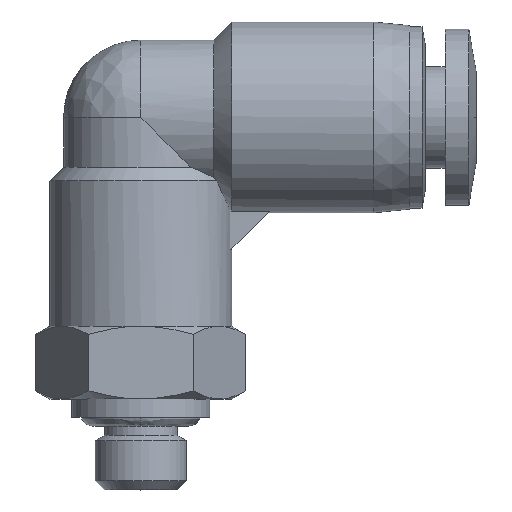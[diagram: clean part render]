
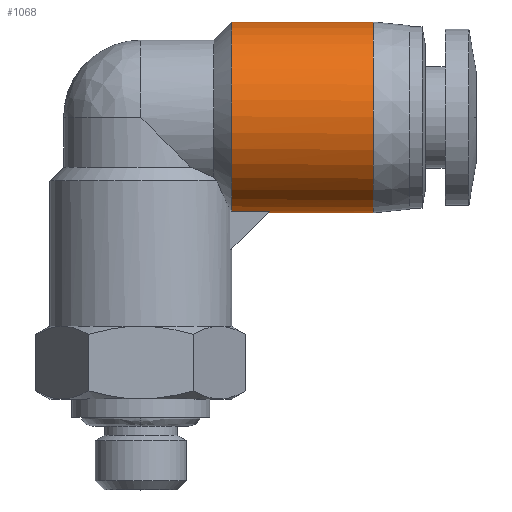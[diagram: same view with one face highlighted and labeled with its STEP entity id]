
A CAD part, top view. The second image highlights one B-rep face of the part: STEP entity #1068.
In plain terms, the highlighted cylindrical face has radius 5.25 mm (diameter 10.5 mm), a partial arc.
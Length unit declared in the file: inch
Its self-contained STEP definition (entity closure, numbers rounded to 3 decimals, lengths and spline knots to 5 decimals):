
#133 = EDGE_CURVE ( 'NONE', #681, #2799, #1880, .T. ) ;
#142 = CARTESIAN_POINT ( 'NONE',  ( 0.27937, 0.60418, 0.03937 ) ) ;
#193 = CARTESIAN_POINT ( 'NONE',  ( 0.35039, 1.01378, 0. ) ) ;
#235 = VECTOR ( 'NONE', #1224, 39.37008 ) ;
#250 = CARTESIAN_POINT ( 'NONE',  ( 0.19685, 0.80709, 0. ) ) ;
#256 = CIRCLE ( 'NONE', #2050, 0.20669 ) ;
#325 = EDGE_CURVE ( 'NONE', #490, #681, #2103, .T. ) ;
#460 = DIRECTION ( 'NONE',  ( 0., 1., 0. ) ) ;
#490 = VERTEX_POINT ( 'NONE', #142 ) ;
#564 = CARTESIAN_POINT ( 'NONE',  ( 0.50394, 0.60039, 0. ) ) ;
#681 = VERTEX_POINT ( 'NONE', #1656 ) ;
#797 = CARTESIAN_POINT ( 'NONE',  ( 0.27686, 0.60166, 0.02639 ) ) ;
#800 = VERTEX_POINT ( 'NONE', #831 ) ;
#831 = CARTESIAN_POINT ( 'NONE',  ( 0.19685, 0.60418, 0.03937 ) ) ;
#843 = FACE_OUTER_BOUND ( 'NONE', #2688, .T. ) ;
#969 = DIRECTION ( 'NONE',  ( -1., 0., 0. ) ) ;
#1005 = VERTEX_POINT ( 'NONE', #1975 ) ;
#1010 = ORIENTED_EDGE ( 'NONE', *, *, #1619, .T. ) ;
#1068 = ADVANCED_FACE ( 'NONE', ( #843 ), #1836, .T. ) ;
#1169 = LINE ( 'NONE', #193, #1201 ) ;
#1201 = VECTOR ( 'NONE', #1479, 39.37008 ) ;
#1212 = CARTESIAN_POINT ( 'NONE',  ( 0.35039, 0.60039, 0. ) ) ;
#1224 = DIRECTION ( 'NONE',  ( 1., 0., 0. ) ) ;
#1227 = ORIENTED_EDGE ( 'NONE', *, *, #2127, .F. ) ;
#1282 = DIRECTION ( 'NONE',  ( 0., 1., 0. ) ) ;
#1294 = CARTESIAN_POINT ( 'NONE',  ( 0.35039, 0.80709, 0. ) ) ;
#1298 = CARTESIAN_POINT ( 'NONE',  ( 0.19685, 1.01378, 0. ) ) ;
#1303 = ORIENTED_EDGE ( 'NONE', *, *, #1320, .T. ) ;
#1320 = EDGE_CURVE ( 'NONE', #2600, #800, #256, .T. ) ;
#1371 = DIRECTION ( 'NONE',  ( 1., 0., 0. ) ) ;
#1418 = LINE ( 'NONE', #2719, #1426 ) ;
#1426 = VECTOR ( 'NONE', #1371, 39.37008 ) ;
#1429 = ORIENTED_EDGE ( 'NONE', *, *, #325, .T. ) ;
#1479 = DIRECTION ( 'NONE',  ( 1., 0., 0. ) ) ;
#1518 = DIRECTION ( 'NONE',  ( 1., 0., 0. ) ) ;
#1538 = CIRCLE ( 'NONE', #2606, 0.20669 ) ;
#1619 = EDGE_CURVE ( 'NONE', #2799, #1005, #1538, .T. ) ;
#1656 = CARTESIAN_POINT ( 'NONE',  ( 0.27559, 0.60039, 0. ) ) ;
#1764 = DIRECTION ( 'NONE',  ( 1., 0., 0. ) ) ;
#1808 = ORIENTED_EDGE ( 'NONE', *, *, #1856, .T. ) ;
#1836 = CYLINDRICAL_SURFACE ( 'NONE', #2709, 0.20669 ) ;
#1856 = EDGE_CURVE ( 'NONE', #800, #490, #1418, .T. ) ;
#1880 = LINE ( 'NONE', #1212, #235 ) ;
#1975 = CARTESIAN_POINT ( 'NONE',  ( 0.50394, 1.01378, 0. ) ) ;
#2050 = AXIS2_PLACEMENT_3D ( 'NONE', #250, #1764, #460 ) ;
#2103 =( BOUNDED_CURVE ( )  B_SPLINE_CURVE ( 3, ( #2808, #797, #2123, #2789 ),
 .UNSPECIFIED., .F., .F. ) 
 B_SPLINE_CURVE_WITH_KNOTS ( ( 4, 4 ),
 ( 2.94995, 3.14159 ),
 .UNSPECIFIED. ) 
 CURVE ( )  GEOMETRIC_REPRESENTATION_ITEM ( )  RATIONAL_B_SPLINE_CURVE ( ( 1., 0.997, 0.997, 1. ) ) 
 REPRESENTATION_ITEM ( '' )  );
#2123 = CARTESIAN_POINT ( 'NONE',  ( 0.27559, 0.60039, 0.01322 ) ) ;
#2127 = EDGE_CURVE ( 'NONE', #2600, #1005, #1169, .T. ) ;
#2303 = CARTESIAN_POINT ( 'NONE',  ( 0.50394, 0.80709, 0. ) ) ;
#2406 = ORIENTED_EDGE ( 'NONE', *, *, #133, .T. ) ;
#2520 = DIRECTION ( 'NONE',  ( 0., 1., 0. ) ) ;
#2600 = VERTEX_POINT ( 'NONE', #1298 ) ;
#2606 = AXIS2_PLACEMENT_3D ( 'NONE', #2303, #969, #2520 ) ;
#2688 = EDGE_LOOP ( 'NONE', ( #1429, #2406, #1010, #1227, #1303, #1808 ) ) ;
#2709 = AXIS2_PLACEMENT_3D ( 'NONE', #1294, #1518, #1282 ) ;
#2719 = CARTESIAN_POINT ( 'NONE',  ( 0.35039, 0.60418, 0.03937 ) ) ;
#2789 = CARTESIAN_POINT ( 'NONE',  ( 0.27559, 0.60039, 0. ) ) ;
#2799 = VERTEX_POINT ( 'NONE', #564 ) ;
#2808 = CARTESIAN_POINT ( 'NONE',  ( 0.27937, 0.60418, 0.03937 ) ) ;
